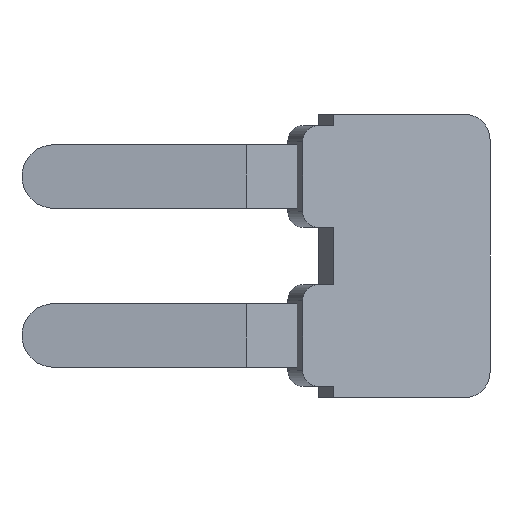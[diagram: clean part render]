
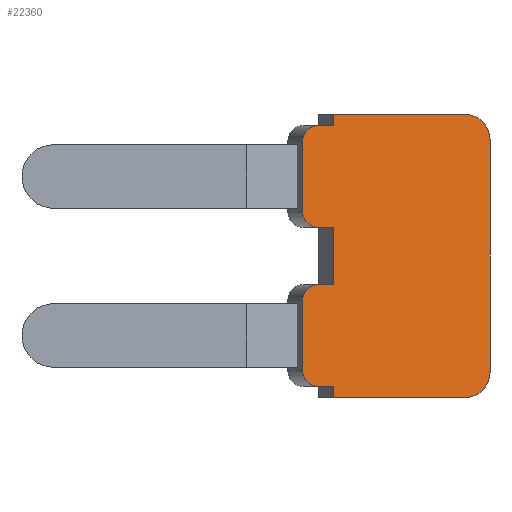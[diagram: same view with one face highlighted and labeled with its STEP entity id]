
A CAD part, front view. The second image highlights one B-rep face of the part: STEP entity #22360.
In plain terms, the highlighted face is planar.
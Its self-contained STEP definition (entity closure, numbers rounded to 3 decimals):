
#210=CARTESIAN_POINT('',(0.571,3.889,
-0.58));
#220=VERTEX_POINT('',#210);
#250=CARTESIAN_POINT('',(0.571,3.889,
-0.08));
#260=DIRECTION('',(0.966,-0.259,0.));
#270=DIRECTION('',(0.,0.,-1.));
#280=AXIS2_PLACEMENT_3D('',#250,#260,#270);
#290=CIRCLE('',#280,0.5);
#300=CARTESIAN_POINT('',(0.701,4.372,
-0.08));
#310=VERTEX_POINT('',#300);
#320=EDGE_CURVE('',#220,#310,#290,.T.);
#690=CARTESIAN_POINT('',(0.442,3.406,7.62));
#700=VERTEX_POINT('',#690);
#730=CARTESIAN_POINT('',(0.442,3.406,0.));
#740=DIRECTION('',(0.,0.,-1.));
#750=VECTOR('',#740,1.);
#760=LINE('',#730,#750);
#770=CARTESIAN_POINT('',(0.442,3.406,7.97));
#780=VERTEX_POINT('',#770);
#790=EDGE_CURVE('',#780,#700,#760,.T.);
#1690=CARTESIAN_POINT('',(-0.878,-1.521,-0.13));
#1700=VERTEX_POINT('',#1690);
#1730=CARTESIAN_POINT('',(-0.671,-0.748,-0.13));
#1740=DIRECTION('',(0.966,-0.259,0.));
#1750=DIRECTION('',(0.,0.,-1.));
#1760=AXIS2_PLACEMENT_3D('',#1730,#1740,#1750);
#1770=CIRCLE('',#1760,0.8);
#1780=CARTESIAN_POINT('',(-0.671,-0.748,-0.93));
#1790=VERTEX_POINT('',#1780);
#1800=EDGE_CURVE('',#1700,#1790,#1770,.T.);
#2150=CARTESIAN_POINT('',(0.442,3.406,
-0.58));
#2160=VERTEX_POINT('',#2150);
#2190=CARTESIAN_POINT('',(-0.471,0.,-0.58));
#2200=DIRECTION('',(-0.259,-0.966,0.));
#2210=VECTOR('',#2200,1.);
#2220=LINE('',#2190,#2210);
#2230=EDGE_CURVE('',#220,#2160,#2220,.T.);
#2530=CARTESIAN_POINT('',(0.442,3.406,-0.93));
#2540=VERTEX_POINT('',#2530);
#2570=CARTESIAN_POINT('',(0.442,3.406,0.));
#2580=DIRECTION('',(0.,0.,-1.));
#2590=VECTOR('',#2580,1.);
#2600=LINE('',#2570,#2590);
#2610=EDGE_CURVE('',#2160,#2540,#2600,.T.);
#2860=CARTESIAN_POINT('',(-0.471,0.,-0.93));
#2870=DIRECTION('',(-0.259,-0.966,0.));
#2880=VECTOR('',#2870,1.);
#2890=LINE('',#2860,#2880);
#2900=EDGE_CURVE('',#2540,#1790,#2890,.T.);
#5080=CARTESIAN_POINT('',(-0.471,0.,7.97));
#5090=DIRECTION('',(0.259,0.966,0.));
#5100=VECTOR('',#5090,1.);
#5110=LINE('',#5080,#5100);
#5120=CARTESIAN_POINT('',(-0.671,-0.748,7.97));
#5130=VERTEX_POINT('',#5120);
#5140=EDGE_CURVE('',#5130,#780,#5110,.T.);
#5770=CARTESIAN_POINT('',(0.701,4.372,7.12));
#5780=VERTEX_POINT('',#5770);
#5930=CARTESIAN_POINT('',(0.701,4.372,4.92));
#5940=VERTEX_POINT('',#5930);
#5970=CARTESIAN_POINT('',(0.701,4.372,0.));
#5980=DIRECTION('',(0.,0.,1.));
#5990=VECTOR('',#5980,1.);
#6000=LINE('',#5970,#5990);
#6010=EDGE_CURVE('',#5940,#5780,#6000,.T.);
#20540=CARTESIAN_POINT('',(-0.471,0.,4.42));
#20550=DIRECTION('',(-0.259,-0.966,0.));
#20560=VECTOR('',#20550,1.);
#20570=LINE('',#20540,#20560);
#20580=CARTESIAN_POINT('',(0.571,3.889,4.42));
#20590=VERTEX_POINT('',#20580);
#20600=CARTESIAN_POINT('',(0.442,3.406,4.42));
#20610=VERTEX_POINT('',#20600);
#20620=EDGE_CURVE('',#20590,#20610,#20570,.T.);
#21010=CARTESIAN_POINT('',(0.442,3.406,0.));
#21020=DIRECTION('',(0.,0.,-1.));
#21030=VECTOR('',#21020,1.);
#21040=LINE('',#21010,#21030);
#21050=CARTESIAN_POINT('',(0.442,3.406,2.62));
#21060=VERTEX_POINT('',#21050);
#21070=EDGE_CURVE('',#20610,#21060,#21040,.T.);
#21390=CARTESIAN_POINT('',(0.571,3.889,4.92));
#21400=DIRECTION('',(0.966,-0.259,0.));
#21410=DIRECTION('',(0.,0.,-1.));
#21420=AXIS2_PLACEMENT_3D('',#21390,#21400,#21410);
#21430=CIRCLE('',#21420,0.5);
#21440=EDGE_CURVE('',#20590,#5940,#21430,.T.);
#21650=CARTESIAN_POINT('',(0.111,2.169,
5.02));
#21660=DIRECTION('',(0.966,-0.259,0.));
#21670=DIRECTION('',(0.,0.,-1.));
#21680=AXIS2_PLACEMENT_3D('',#21650,#21660,#21670);
#21690=PLANE('',#21680);
#21700=CARTESIAN_POINT('',(-0.671,-0.748,7.17));
#21710=DIRECTION('',(0.966,-0.259,0.));
#21720=DIRECTION('',(0.,0.,-1.));
#21730=AXIS2_PLACEMENT_3D('',#21700,#21710,#21720);
#21740=CIRCLE('',#21730,0.8);
#21750=CARTESIAN_POINT('',(-0.878,-1.521,7.17));
#21760=VERTEX_POINT('',#21750);
#21770=EDGE_CURVE('',#5130,#21760,#21740,.T.);
#21780=ORIENTED_EDGE('',*,*,#21770,.T.);
#21790=ORIENTED_EDGE('',*,*,#5140,.F.);
#21800=ORIENTED_EDGE('',*,*,#790,.F.);
#21810=CARTESIAN_POINT('',(-0.471,0.,7.62));
#21820=DIRECTION('',(0.259,0.966,0.));
#21830=VECTOR('',#21820,1.);
#21840=LINE('',#21810,#21830);
#21850=CARTESIAN_POINT('',(0.571,3.889,7.62));
#21860=VERTEX_POINT('',#21850);
#21870=EDGE_CURVE('',#700,#21860,#21840,.T.);
#21880=ORIENTED_EDGE('',*,*,#21870,.F.);
#21890=CARTESIAN_POINT('',(0.571,3.889,7.12));
#21900=DIRECTION('',(0.966,-0.259,0.));
#21910=DIRECTION('',(0.,0.,-1.));
#21920=AXIS2_PLACEMENT_3D('',#21890,#21900,#21910);
#21930=CIRCLE('',#21920,0.5);
#21940=EDGE_CURVE('',#5780,#21860,#21930,.T.);
#21950=ORIENTED_EDGE('',*,*,#21940,.T.);
#21960=ORIENTED_EDGE('',*,*,#6010,.T.);
#21970=ORIENTED_EDGE('',*,*,#21440,.T.);
#21980=ORIENTED_EDGE('',*,*,#20620,.F.);
#21990=ORIENTED_EDGE('',*,*,#21070,.F.);
#22000=CARTESIAN_POINT('',(-0.471,0.,2.62));
#22010=DIRECTION('',(0.259,0.966,0.));
#22020=VECTOR('',#22010,1.);
#22030=LINE('',#22000,#22020);
#22040=CARTESIAN_POINT('',(0.571,3.889,2.62));
#22050=VERTEX_POINT('',#22040);
#22060=EDGE_CURVE('',#21060,#22050,#22030,.T.);
#22070=ORIENTED_EDGE('',*,*,#22060,.F.);
#22080=CARTESIAN_POINT('',(0.571,3.889,2.12));
#22090=DIRECTION('',(0.966,-0.259,0.));
#22100=DIRECTION('',(0.,0.,-1.));
#22110=AXIS2_PLACEMENT_3D('',#22080,#22090,#22100);
#22120=CIRCLE('',#22110,0.5);
#22130=CARTESIAN_POINT('',(0.701,4.372,2.12));
#22140=VERTEX_POINT('',#22130);
#22150=EDGE_CURVE('',#22140,#22050,#22120,.T.);
#22160=ORIENTED_EDGE('',*,*,#22150,.T.);
#22170=CARTESIAN_POINT('',(0.701,4.372,0.));
#22180=DIRECTION('',(0.,0.,1.));
#22190=VECTOR('',#22180,1.);
#22200=LINE('',#22170,#22190);
#22210=EDGE_CURVE('',#310,#22140,#22200,.T.);
#22220=ORIENTED_EDGE('',*,*,#22210,.T.);
#22230=ORIENTED_EDGE('',*,*,#320,.T.);
#22240=ORIENTED_EDGE('',*,*,#2230,.F.);
#22250=ORIENTED_EDGE('',*,*,#2610,.F.);
#22260=ORIENTED_EDGE('',*,*,#2900,.F.);
#22270=ORIENTED_EDGE('',*,*,#1800,.T.);
#22280=CARTESIAN_POINT('',(-0.878,-1.521,0.));
#22290=DIRECTION('',(0.,0.,1.));
#22300=VECTOR('',#22290,1.);
#22310=LINE('',#22280,#22300);
#22320=EDGE_CURVE('',#1700,#21760,#22310,.T.);
#22330=ORIENTED_EDGE('',*,*,#22320,.F.);
#22340=EDGE_LOOP('',(#22330,#22270,#22260,#22250,#22240,#22230,#22220,
#22160,#22070,#21990,#21980,#21970,#21960,#21950,#21880,#21800,#21790,
#21780));
#22350=FACE_OUTER_BOUND('',#22340,.T.);
#22360=ADVANCED_FACE('',(#22350),#21690,.T.);
